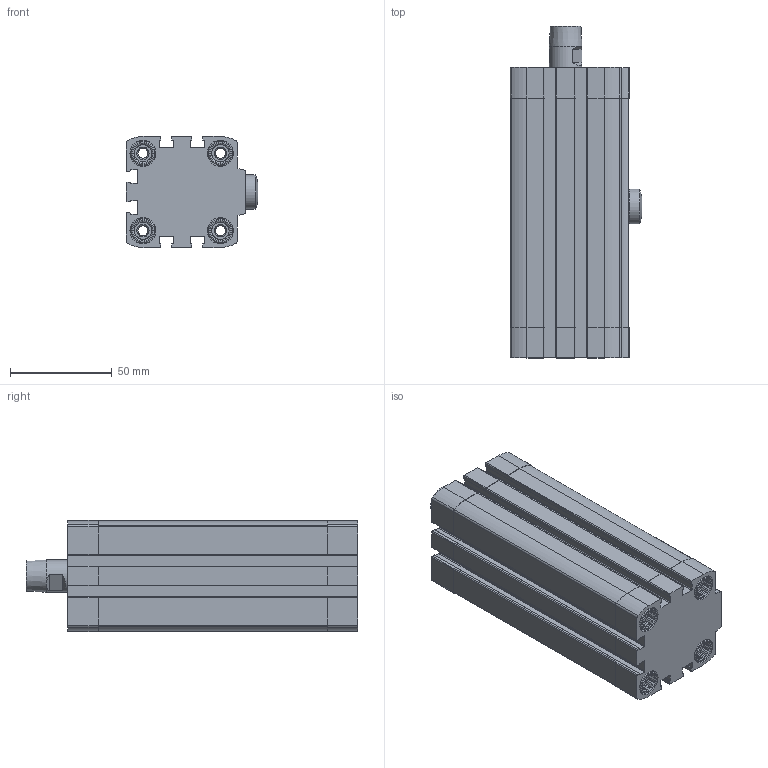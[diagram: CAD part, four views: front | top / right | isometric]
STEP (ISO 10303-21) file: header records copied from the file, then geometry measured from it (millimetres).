
FILE_DESCRIPTION(/* description */ ('STEP AP214'),/* implementation_level */ '2;1');
FILE_NAME(/* name */ '535457_CLR-40-20-L-P-A',/* time_stamp */ '2024-08-05T18:20:59+02:00',/* author */ ('License CC BY-ND 4.0'),/* organization */ ('CADENAS'),/* preprocessor_version */ 'ST-DEVELOPER v19.3',/* originating_system */ 'PARTsolutions',/* authorisation */ ' ');
FILE_SCHEMA (('AUTOMOTIVE_DESIGN {1 0 10303 214 3 1 1}'));
Length unit declared in the file: millimetre
Products named in the file (4): 535457 CLR-40-20-L-P-A---(0); 535457 CLR-40-20-L-P-A---(0_2_0_0)---(ZR); 535457 CLR-40-20-L-P-A---(KS); 669852 CLR-40---(FS)
Assembly tree (3 placements, depth 2):
  535457 CLR-40-20-L-P-A---(0)
    535457 CLR-40-20-L-P-A---(0_2_0_0)---(ZR)
    535457 CLR-40-20-L-P-A---(KS)
    669852 CLR-40---(FS)
Bounding box: 64.65 x 162.9 x 54.5 mm (x, y, z)
Volume: 295773.8 mm3; surface area: 96910.2 mm2
Topology: 3 solids, 3 shells, 659 faces, 1796 edges, 1181 vertices
Faces by surface type: plane 444, cylinder 166, cone 44, torus 4, sphere 1
Full cylindrical faces by diameter (mm): 4.917 x8, 6.647 x1, 6.9 x1, 8 x1, 8.376 x1, 8.5 x12, 8.566 x2, 9.5 x1, 10 x1, 11.9 x8, 12.8 x8, 13.4 x1, 16 x2, 17 x1, 40 x1
Entity records: 20449 total; most frequent: CARTESIAN_POINT 4074, DIRECTION 3370, ORIENTED_EDGE 3336, EDGE_CURVE 1668, AXIS2_PLACEMENT_3D 1233, VERTEX_POINT 1158, LINE 904, VECTOR 904
